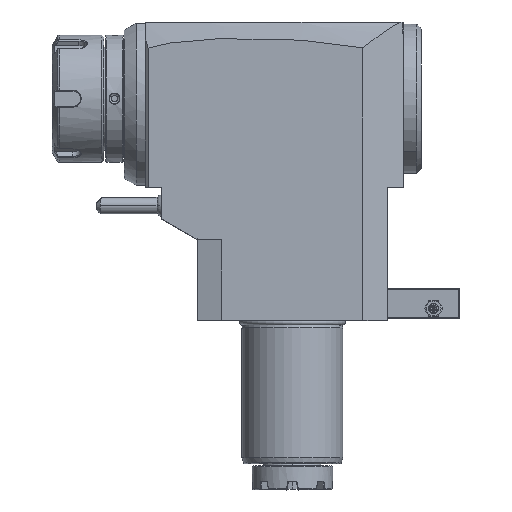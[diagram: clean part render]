
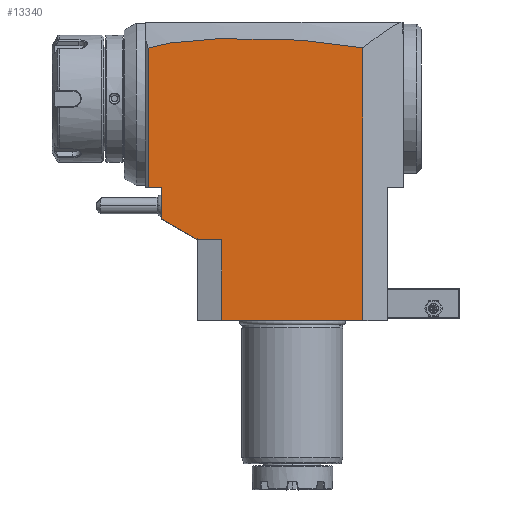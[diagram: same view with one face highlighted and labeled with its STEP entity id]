
A CAD part, top view. The second image highlights one B-rep face of the part: STEP entity #13340.
In plain terms, the highlighted planar face has unit normal (0, 0, 1).
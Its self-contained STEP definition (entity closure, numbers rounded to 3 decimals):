
#2455=DIRECTION('',(-1.,0.,0.));
#2456=VECTOR('',#2455,70.);
#2457=CARTESIAN_POINT('',(35.,0.,44.));
#2458=LINE('',#2457,#2456);
#2536=DIRECTION('',(1.,0.,0.));
#2537=VECTOR('',#2536,6.5);
#2538=CARTESIAN_POINT('',(-71.5,66.,44.));
#2539=LINE('',#2538,#2537);
#2544=DIRECTION('',(0.866,-0.5,0.));
#2545=VECTOR('',#2544,1.155);
#2546=CARTESIAN_POINT('',(-47.,40.577,44.));
#2547=LINE('',#2546,#2545);
#2548=DIRECTION('',(0.,1.,0.));
#2549=VECTOR('',#2548,0.577);
#2550=CARTESIAN_POINT('',(-47.,40.,44.));
#2551=LINE('',#2550,#2549);
#2552=DIRECTION('',(0.866,-0.5,0.));
#2553=VECTOR('',#2552,20.785);
#2554=CARTESIAN_POINT('',(-65.,50.392,44.));
#2555=LINE('',#2554,#2553);
#2556=DIRECTION('',(0.,-1.,0.));
#2557=VECTOR('',#2556,15.608);
#2558=CARTESIAN_POINT('',(-65.,66.,44.));
#2559=LINE('',#2558,#2557);
#2560=DIRECTION('',(0.,-1.,0.));
#2561=VECTOR('',#2560,69.054);
#2562=CARTESIAN_POINT('',(-71.5,135.054,44.));
#2563=LINE('',#2562,#2561);
#2564=CARTESIAN_POINT('',(35.,135.17,44.));
#2565=CARTESIAN_POINT('',(33.751,135.412,44.));
#2566=CARTESIAN_POINT('',(31.235,135.868,44.));
#2567=CARTESIAN_POINT('',(27.422,136.481,44.));
#2568=CARTESIAN_POINT('',(23.555,137.035,44.));
#2569=CARTESIAN_POINT('',(19.631,137.534,44.));
#2570=CARTESIAN_POINT('',(15.615,137.988,44.));
#2571=CARTESIAN_POINT('',(11.32,138.415,44.));
#2572=CARTESIAN_POINT('',(6.565,138.824,44.));
#2573=CARTESIAN_POINT('',(1.209,139.207,44.));
#2574=CARTESIAN_POINT('',(-4.423,139.525,44.));
#2575=CARTESIAN_POINT('',(-10.016,139.759,44.));
#2576=CARTESIAN_POINT('',(-15.56,139.912,44.));
#2577=CARTESIAN_POINT('',(-21.074,139.986,44.));
#2578=CARTESIAN_POINT('',(-26.515,139.98,44.));
#2579=CARTESIAN_POINT('',(-31.815,139.895,44.));
#2580=CARTESIAN_POINT('',(-36.773,139.738,44.));
#2581=CARTESIAN_POINT('',(-41.273,139.525,44.));
#2582=CARTESIAN_POINT('',(-45.228,139.276,44.));
#2583=CARTESIAN_POINT('',(-48.692,139.006,44.));
#2584=CARTESIAN_POINT('',(-51.753,138.722,44.));
#2585=CARTESIAN_POINT('',(-54.464,138.429,44.));
#2586=CARTESIAN_POINT('',(-56.882,138.131,44.));
#2587=CARTESIAN_POINT('',(-59.04,137.832,44.));
#2588=CARTESIAN_POINT('',(-60.949,137.536,44.));
#2589=CARTESIAN_POINT('',(-62.619,137.25,44.));
#2590=CARTESIAN_POINT('',(-64.096,136.972,44.));
#2591=CARTESIAN_POINT('',(-65.444,136.697,44.));
#2592=CARTESIAN_POINT('',(-66.72,136.413,44.));
#2593=CARTESIAN_POINT('',(-67.987,136.105,44.));
#2594=CARTESIAN_POINT('',(-69.225,135.774,44.));
#2595=CARTESIAN_POINT('',(-70.411,135.421,44.));
#2596=CARTESIAN_POINT('',(-71.145,135.178,44.));
#2597=CARTESIAN_POINT('',(-71.5,135.054,44.));
#2599=DIRECTION('',(0.,-1.,0.));
#2600=VECTOR('',#2599,135.17);
#2601=CARTESIAN_POINT('',(35.,135.17,44.));
#2602=LINE('',#2601,#2600);
#2643=DIRECTION('',(0.,-1.,0.));
#2644=VECTOR('',#2643,40.);
#2645=CARTESIAN_POINT('',(-35.,40.,44.));
#2646=LINE('',#2645,#2644);
#2659=DIRECTION('',(1.,0.,0.));
#2660=VECTOR('',#2659,11.);
#2661=CARTESIAN_POINT('',(-46.,40.,44.));
#2662=LINE('',#2661,#2660);
#10722=CARTESIAN_POINT('',(-71.5,66.,44.));
#10723=VERTEX_POINT('',#10722);
#10724=VERTEX_POINT('',#2564);
#10725=VERTEX_POINT('',#2597);
#10744=CARTESIAN_POINT('',(-46.,40.,44.));
#10745=CARTESIAN_POINT('',(-35.,40.,44.));
#10746=VERTEX_POINT('',#10744);
#10747=VERTEX_POINT('',#10745);
#11064=CARTESIAN_POINT('',(35.,0.,44.));
#11065=CARTESIAN_POINT('',(-35.,0.,44.));
#11066=VERTEX_POINT('',#11064);
#11067=VERTEX_POINT('',#11065);
#11092=CARTESIAN_POINT('',(-65.,50.392,44.));
#11093=CARTESIAN_POINT('',(-47.,40.,44.));
#11094=VERTEX_POINT('',#11092);
#11095=VERTEX_POINT('',#11093);
#11208=CARTESIAN_POINT('',(-47.,40.577,44.));
#11210=VERTEX_POINT('',#11208);
#11280=CARTESIAN_POINT('',(-65.,66.,44.));
#11281=VERTEX_POINT('',#11280);
#13314=CARTESIAN_POINT('',(-53.475,40.,44.));
#13315=DIRECTION('',(0.,0.,1.));
#13316=DIRECTION('',(1.,0.,0.));
#13317=AXIS2_PLACEMENT_3D('',#13314,#13315,#13316);
#13318=PLANE('',#13317);
#13320=ORIENTED_EDGE('',*,*,#13319,.F.);
#13322=ORIENTED_EDGE('',*,*,#13321,.F.);
#13324=ORIENTED_EDGE('',*,*,#13323,.F.);
#13325=ORIENTED_EDGE('',*,*,#13294,.F.);
#13326=ORIENTED_EDGE('',*,*,#13283,.F.);
#13328=ORIENTED_EDGE('',*,*,#13327,.F.);
#13330=ORIENTED_EDGE('',*,*,#13329,.F.);
#13332=ORIENTED_EDGE('',*,*,#13331,.T.);
#13333=ORIENTED_EDGE('',*,*,#13222,.T.);
#13335=ORIENTED_EDGE('',*,*,#13334,.F.);
#13337=ORIENTED_EDGE('',*,*,#13336,.F.);
#13338=EDGE_LOOP('',(#13320,#13322,#13324,#13325,#13326,#13328,#13330,#13332,
#13333,#13335,#13337));
#13339=FACE_OUTER_BOUND('',#13338,.F.);
#2598=B_SPLINE_CURVE_WITH_KNOTS('',3,(#2564,#2565,#2566,#2567,#2568,#2569,#2570,
#2571,#2572,#2573,#2574,#2575,#2576,#2577,#2578,#2579,#2580,#2581,#2582,#2583,
#2584,#2585,#2586,#2587,#2588,#2589,#2590,#2591,#2592,#2593,#2594,#2595,#2596,
#2597),.UNSPECIFIED.,.F.,.F.,(4,1,1,1,1,1,1,1,1,1,1,1,1,1,1,1,1,1,1,1,1,1,1,1,1,
1,1,1,1,1,1,4),(0.,0.032,0.065,0.097,
0.129,0.161,0.194,0.226,
0.258,0.29,0.323,0.355,
0.387,0.419,0.452,0.484,
0.516,0.548,0.581,0.613,
0.645,0.677,0.71,0.742,
0.774,0.806,0.839,0.871,
0.903,0.935,0.968,1.),.UNSPECIFIED.);
#13222=EDGE_CURVE('',#11066,#11067,#2458,.T.);
#13283=EDGE_CURVE('',#10723,#11281,#2539,.T.);
#13294=EDGE_CURVE('',#11281,#11094,#2559,.T.);
#13319=EDGE_CURVE('',#11210,#10746,#2547,.T.);
#13321=EDGE_CURVE('',#11095,#11210,#2551,.T.);
#13323=EDGE_CURVE('',#11094,#11095,#2555,.T.);
#13327=EDGE_CURVE('',#10725,#10723,#2563,.T.);
#13329=EDGE_CURVE('',#10724,#10725,#2598,.T.);
#13331=EDGE_CURVE('',#10724,#11066,#2602,.T.);
#13334=EDGE_CURVE('',#10747,#11067,#2646,.T.);
#13336=EDGE_CURVE('',#10746,#10747,#2662,.T.);
#13340=ADVANCED_FACE('',(#13339),#13318,.T.);
